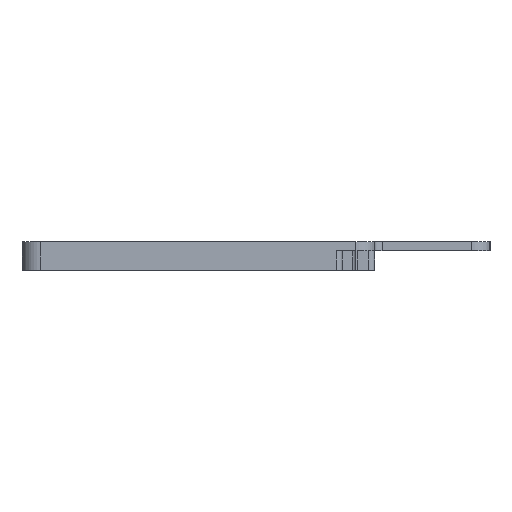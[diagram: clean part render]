
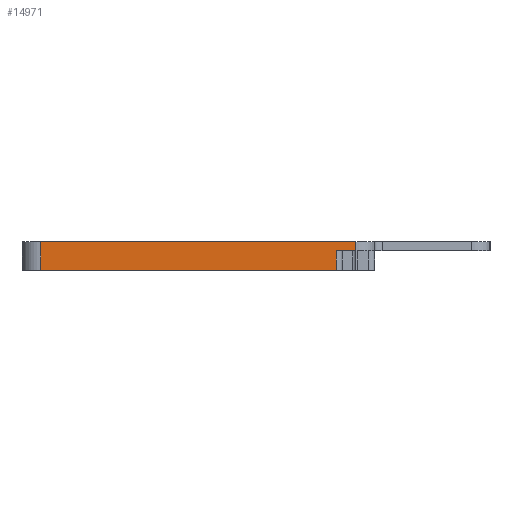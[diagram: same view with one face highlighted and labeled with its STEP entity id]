
A CAD part, left-side view. The second image highlights one B-rep face of the part: STEP entity #14971.
In plain terms, the highlighted planar face has unit normal (-1, 0, 0).
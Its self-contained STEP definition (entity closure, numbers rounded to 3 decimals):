
#274=PLANE('',#16409);
#869=FACE_OUTER_BOUND('',#1668,.T.);
#1668=EDGE_LOOP('',(#12296,#12297,#12298,#12299,#12300,#12301));
#2284=LINE('',#22551,#3688);
#2529=LINE('',#23623,#3933);
#2978=LINE('',#24900,#4382);
#2979=LINE('',#24902,#4383);
#2980=LINE('',#24904,#4384);
#2981=LINE('',#24905,#4385);
#3688=VECTOR('',#17852,10.);
#3933=VECTOR('',#18725,10.);
#4382=VECTOR('',#20154,10.);
#4383=VECTOR('',#20155,10.);
#4384=VECTOR('',#20156,10.);
#4385=VECTOR('',#20157,10.);
#6030=VERTEX_POINT('',#22548);
#6031=VERTEX_POINT('',#22550);
#6544=VERTEX_POINT('',#23621);
#6882=VERTEX_POINT('',#24899);
#6883=VERTEX_POINT('',#24901);
#6884=VERTEX_POINT('',#24903);
#7677=EDGE_CURVE('',#6030,#6031,#2284,.T.);
#8223=EDGE_CURVE('',#6544,#6030,#2529,.T.);
#8860=EDGE_CURVE('',#6544,#6882,#2978,.T.);
#8861=EDGE_CURVE('',#6882,#6883,#2979,.T.);
#8862=EDGE_CURVE('',#6884,#6883,#2980,.T.);
#8863=EDGE_CURVE('',#6031,#6884,#2981,.T.);
#12296=ORIENTED_EDGE('',*,*,#8860,.T.);
#12297=ORIENTED_EDGE('',*,*,#8861,.T.);
#12298=ORIENTED_EDGE('',*,*,#8862,.F.);
#12299=ORIENTED_EDGE('',*,*,#8863,.F.);
#12300=ORIENTED_EDGE('',*,*,#7677,.F.);
#12301=ORIENTED_EDGE('',*,*,#8223,.F.);
#14971=ADVANCED_FACE('',(#869),#274,.T.);
#16409=AXIS2_PLACEMENT_3D('',#24898,#20152,#20153);
#17852=DIRECTION('',(0.,1.,0.));
#18725=DIRECTION('',(0.,0.,-1.));
#20152=DIRECTION('center_axis',(-1.,0.,0.));
#20153=DIRECTION('ref_axis',(0.,-1.,0.));
#20154=DIRECTION('',(0.,-1.,0.));
#20155=DIRECTION('',(0.,0.,1.));
#20156=DIRECTION('',(0.,-1.,0.));
#20157=DIRECTION('',(0.,0.,1.));
#22548=CARTESIAN_POINT('',(-105.363,-22.343,0.));
#22550=CARTESIAN_POINT('',(-105.363,26.466,0.));
#22551=CARTESIAN_POINT('',(-105.363,-25.634,0.));
#23621=CARTESIAN_POINT('',(-105.363,-22.343,3.25));
#23623=CARTESIAN_POINT('',(-105.363,-22.343,0.));
#24898=CARTESIAN_POINT('Origin',(-105.363,26.466,0.));
#24899=CARTESIAN_POINT('',(-105.363,-25.634,3.25));
#24900=CARTESIAN_POINT('',(-105.363,0.286,3.25));
#24901=CARTESIAN_POINT('',(-105.363,-25.634,4.75));
#24902=CARTESIAN_POINT('',(-105.363,-25.634,0.));
#24903=CARTESIAN_POINT('',(-105.363,26.466,4.75));
#24904=CARTESIAN_POINT('',(-105.363,-25.634,4.75));
#24905=CARTESIAN_POINT('',(-105.363,26.466,0.));
